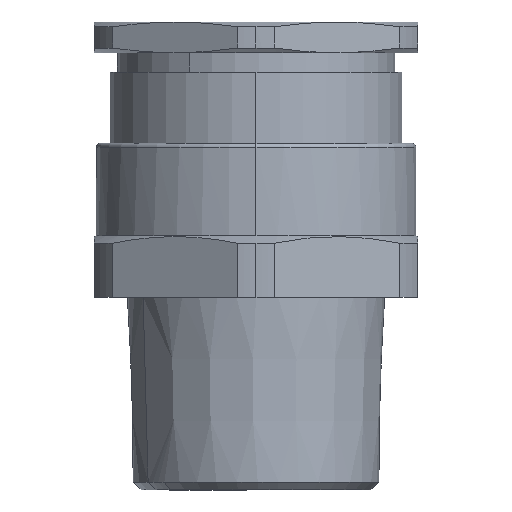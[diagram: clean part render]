
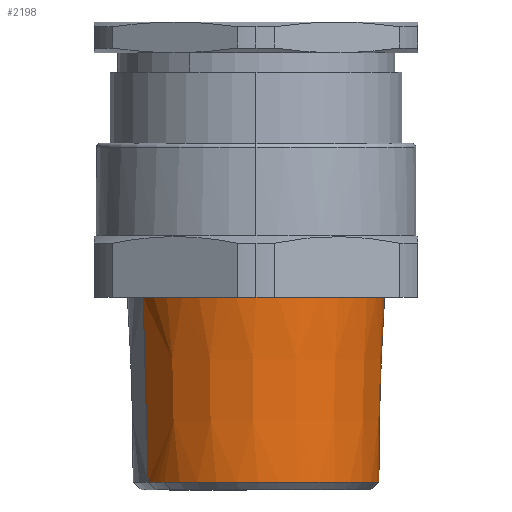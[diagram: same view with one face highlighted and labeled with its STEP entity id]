
A CAD part, front view. The second image highlights one B-rep face of the part: STEP entity #2198.
In plain terms, the highlighted conical face has half-angle 1.78 degrees and reference radius 15.923 mm.
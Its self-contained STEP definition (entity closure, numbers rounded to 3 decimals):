
#2004=AXIS2_PLACEMENT_3D('Circle Axis2P3D',#2002,#2003,$) ;
#2027=AXIS2_PLACEMENT_3D('Circle Axis2P3D',#2025,#2026,$) ;
#2162=AXIS2_PLACEMENT_3D('Cone Axis2P3D',#2159,#2160,#2161) ;
#2180=AXIS2_PLACEMENT_3D('Circle Axis2P3D',#2178,#2179,$) ;
#2187=AXIS2_PLACEMENT_3D('Circle Axis2P3D',#2185,#2186,$) ;
#2002=CARTESIAN_POINT('Axis2P3D Location',(21.,23.,25.)) ;
#2006=CARTESIAN_POINT('Vertex',(35.656,31.006,25.)) ;
#2008=CARTESIAN_POINT('Vertex',(21.,6.3,25.)) ;
#2022=CARTESIAN_POINT('Vertex',(6.344,14.994,25.)) ;
#2025=CARTESIAN_POINT('Axis2P3D Location',(21.,23.,25.)) ;
#2159=CARTESIAN_POINT('Axis2P3D Location',(21.,23.,0.)) ;
#2164=CARTESIAN_POINT('Line Origine',(13657.662,7472.742,499502.543)) ;
#2168=CARTESIAN_POINT('Vertex',(35.002,30.649,1.032)) ;
#2171=CARTESIAN_POINT('Line Origine',(-13615.662,-7426.742,499502.543)) ;
#2175=CARTESIAN_POINT('Vertex',(6.998,15.351,1.032)) ;
#2178=CARTESIAN_POINT('Axis2P3D Location',(21.,23.,1.032)) ;
#2182=CARTESIAN_POINT('Vertex',(9.093,12.379,1.032)) ;
#2185=CARTESIAN_POINT('Axis2P3D Location',(21.,23.,1.032)) ;
#2003=DIRECTION('Axis2P3D Direction',(0.,0.,-1.)) ;
#2026=DIRECTION('Axis2P3D Direction',(0.,0.,-1.)) ;
#2160=DIRECTION('Axis2P3D Direction',(0.,0.,1.)) ;
#2161=DIRECTION('Axis2P3D XDirection',(-0.878,-0.479,0.)) ;
#2165=DIRECTION('Vector Direction',(0.027,0.015,1.)) ;
#2172=DIRECTION('Vector Direction',(-0.027,-0.015,1.)) ;
#2179=DIRECTION('Axis2P3D Direction',(0.,0.,1.)) ;
#2186=DIRECTION('Axis2P3D Direction',(0.,0.,1.)) ;
#2166=VECTOR('Line Direction',#2165,1.) ;
#2173=VECTOR('Line Direction',#2172,1.) ;
#2191=ORIENTED_EDGE('',*,*,#2170,.T.) ;
#2192=ORIENTED_EDGE('',*,*,#2010,.T.) ;
#2193=ORIENTED_EDGE('',*,*,#2029,.T.) ;
#2194=ORIENTED_EDGE('',*,*,#2177,.F.) ;
#2195=ORIENTED_EDGE('',*,*,#2184,.T.) ;
#2196=ORIENTED_EDGE('',*,*,#2189,.T.) ;
#2198=ADVANCED_FACE('A2LF_32_Entry Body_1NPT.1\\Koerper.2',(#2197),#2163,.T.) ;
#2005=CIRCLE('generated circle',#2004,16.7) ;
#2028=CIRCLE('generated circle',#2027,16.7) ;
#2181=CIRCLE('generated circle',#2180,15.955) ;
#2188=CIRCLE('generated circle',#2187,15.955) ;
#2163=CONICAL_SURFACE('Cone',#2162,15.923,0.031) ;
#2010=EDGE_CURVE('',#2007,#2009,#2005,.T.) ;
#2029=EDGE_CURVE('',#2009,#2023,#2028,.T.) ;
#2170=EDGE_CURVE('',#2169,#2007,#2167,.T.) ;
#2177=EDGE_CURVE('',#2176,#2023,#2174,.T.) ;
#2184=EDGE_CURVE('',#2176,#2183,#2181,.T.) ;
#2189=EDGE_CURVE('',#2183,#2169,#2188,.T.) ;
#2190=EDGE_LOOP('',(#2191,#2192,#2193,#2194,#2195,#2196)) ;
#2197=FACE_OUTER_BOUND('',#2190,.T.) ;
#2167=LINE('Line',#2164,#2166) ;
#2174=LINE('Line',#2171,#2173) ;
#2007=VERTEX_POINT('',#2006) ;
#2009=VERTEX_POINT('',#2008) ;
#2023=VERTEX_POINT('',#2022) ;
#2169=VERTEX_POINT('',#2168) ;
#2176=VERTEX_POINT('',#2175) ;
#2183=VERTEX_POINT('',#2182) ;
